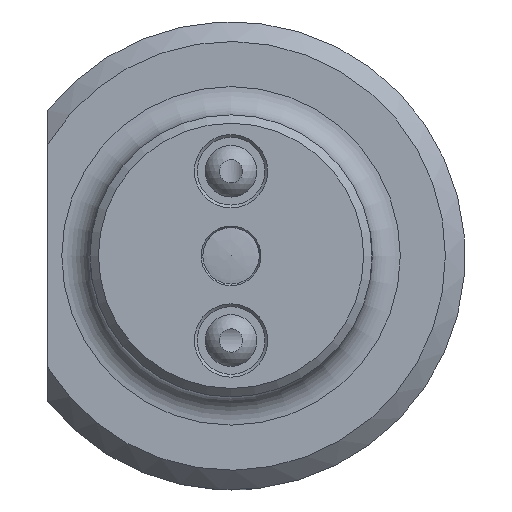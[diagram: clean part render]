
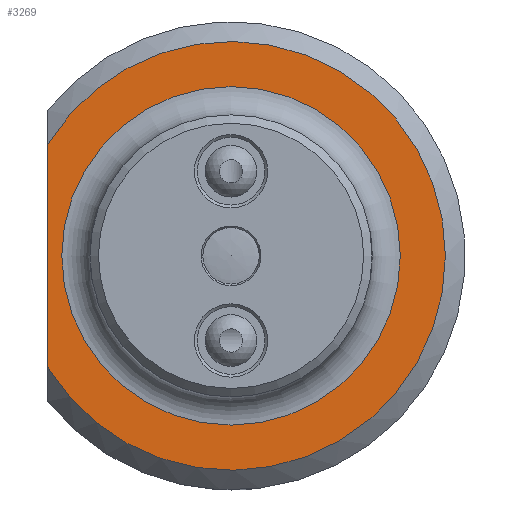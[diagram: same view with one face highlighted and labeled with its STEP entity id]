
A CAD part, left-side view. The second image highlights one B-rep face of the part: STEP entity #3269.
In plain terms, the highlighted planar face has unit normal (-1, 0, 0).
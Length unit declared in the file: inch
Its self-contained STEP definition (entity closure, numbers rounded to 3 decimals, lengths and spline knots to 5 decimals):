
#220=FACE_BOUND('',#949,.T.);
#293=PLANE('',#3558);
#412=LINE('',#5717,#585);
#585=VECTOR('',#4182,0.3937);
#775=FACE_OUTER_BOUND('',#948,.T.);
#948=EDGE_LOOP('',(#2484,#2485));
#949=EDGE_LOOP('',(#2486,#2487));
#1140=CIRCLE('',#3549,1.1811);
#1141=CIRCLE('',#3550,1.1811);
#1147=CIRCLE('',#3559,1.49606);
#1385=VERTEX_POINT('',#5459);
#1386=VERTEX_POINT('',#5461);
#1403=VERTEX_POINT('',#5715);
#1404=VERTEX_POINT('',#5716);
#1783=EDGE_CURVE('',#1385,#1386,#1140,.T.);
#1784=EDGE_CURVE('',#1386,#1385,#1141,.T.);
#1807=EDGE_CURVE('',#1403,#1404,#412,.T.);
#1808=EDGE_CURVE('',#1403,#1404,#1147,.T.);
#2484=ORIENTED_EDGE('',*,*,#1807,.T.);
#2485=ORIENTED_EDGE('',*,*,#1808,.F.);
#2486=ORIENTED_EDGE('',*,*,#1784,.F.);
#2487=ORIENTED_EDGE('',*,*,#1783,.F.);
#3269=ADVANCED_FACE('',(#775,#220),#293,.T.);
#3549=AXIS2_PLACEMENT_3D('',#5462,#4157,#4158);
#3550=AXIS2_PLACEMENT_3D('',#5463,#4159,#4160);
#3558=AXIS2_PLACEMENT_3D('',#5714,#4180,#4181);
#3559=AXIS2_PLACEMENT_3D('',#5718,#4183,#4184);
#4157=DIRECTION('center_axis',(-1.,0.,0.));
#4158=DIRECTION('ref_axis',(0.,-1.,0.));
#4159=DIRECTION('center_axis',(-1.,0.,0.));
#4160=DIRECTION('ref_axis',(0.,-1.,0.));
#4180=DIRECTION('center_axis',(-1.,0.,0.));
#4181=DIRECTION('ref_axis',(0.,0.,1.));
#4182=DIRECTION('',(0.,0.,-1.));
#4183=DIRECTION('center_axis',(1.,0.,0.));
#4184=DIRECTION('ref_axis',(0.,-1.,0.));
#5459=CARTESIAN_POINT('',(-0.82677,0.,1.1811));
#5461=CARTESIAN_POINT('',(-0.82677,1.1811,0.));
#5462=CARTESIAN_POINT('Origin',(-0.82677,0.,
0.));
#5463=CARTESIAN_POINT('Origin',(-0.82677,0.,
0.));
#5714=CARTESIAN_POINT('Origin',(-0.82677,1.30906,0.));
#5715=CARTESIAN_POINT('',(-0.82677,1.27953,0.77525));
#5716=CARTESIAN_POINT('',(-0.82677,1.27953,-0.77525));
#5717=CARTESIAN_POINT('',(-0.82677,1.27953,0.7874));
#5718=CARTESIAN_POINT('Origin',(-0.82677,0.,
0.));
